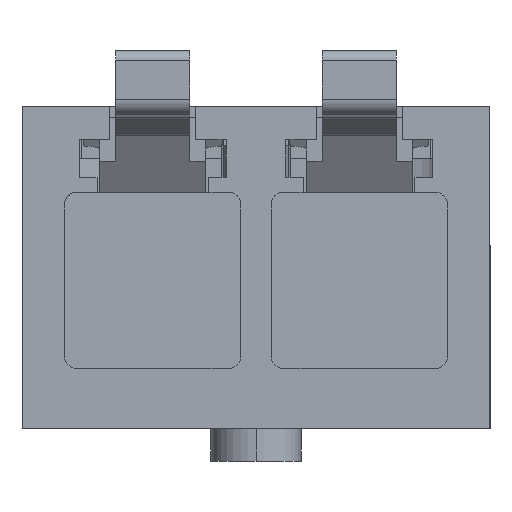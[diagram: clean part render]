
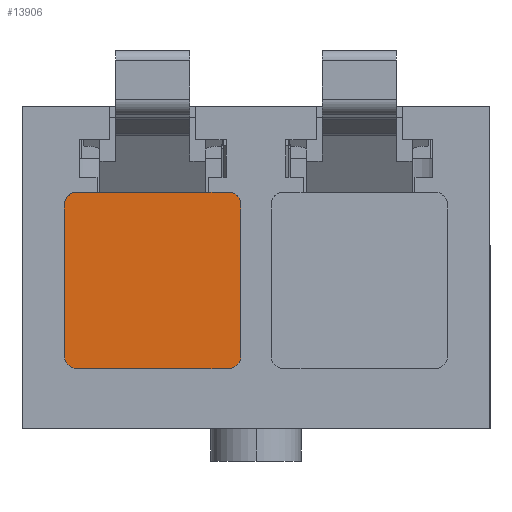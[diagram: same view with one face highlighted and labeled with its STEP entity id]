
A CAD part, left-side view. The second image highlights one B-rep face of the part: STEP entity #13906.
In plain terms, the highlighted planar face has unit normal (-1, 0, 0).
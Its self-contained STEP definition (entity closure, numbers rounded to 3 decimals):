
#13831=CARTESIAN_POINT('',(-53.9,0.192,1.592));
#13832=DIRECTION('',(1.0,0.0,0.0));
#13833=DIRECTION('',(0.0,0.0,-1.0));
#13834=AXIS2_PLACEMENT_3D('',#13831,#13832,#13833);
#13835=PLANE('',#13834);
#13836=CARTESIAN_POINT('',(-53.9,5.535,1.865));
#13837=VERTEX_POINT('',#13836);
#13838=CARTESIAN_POINT('',(-53.9,5.935,2.265));
#13839=VERTEX_POINT('',#13838);
#13840=CARTESIAN_POINT('',(-53.9,5.535,2.265));
#13841=DIRECTION('',(1.0,0.0,0.0));
#13842=DIRECTION('',(0.0,1.0,0.0));
#13843=AXIS2_PLACEMENT_3D('',#13840,#13841,#13842);
#13844=CIRCLE('',#13843,0.4);
#13845=EDGE_CURVE('',#13837,#13839,#13844,.T.);
#13846=ORIENTED_EDGE('',*,*,#13845,.F.);
#13847=CARTESIAN_POINT('',(-53.9,0.865,1.865));
#13848=VERTEX_POINT('',#13847);
#13849=CARTESIAN_POINT('',(-53.9,0.865,1.865));
#13850=DIRECTION('',(0.0,1.0,0.0));
#13851=VECTOR('',#13850,4.67);
#13852=LINE('',#13849,#13851);
#13853=EDGE_CURVE('',#13848,#13837,#13852,.T.);
#13854=ORIENTED_EDGE('',*,*,#13853,.F.);
#13855=CARTESIAN_POINT('',(-53.9,0.465,2.265));
#13856=VERTEX_POINT('',#13855);
#13857=CARTESIAN_POINT('',(-53.9,0.865,2.265));
#13858=DIRECTION('',(1.0,0.0,0.0));
#13859=DIRECTION('',(0.0,1.0,0.0));
#13860=AXIS2_PLACEMENT_3D('',#13857,#13858,#13859);
#13861=CIRCLE('',#13860,0.4);
#13862=EDGE_CURVE('',#13856,#13848,#13861,.T.);
#13863=ORIENTED_EDGE('',*,*,#13862,.F.);
#13864=CARTESIAN_POINT('',(-53.9,0.465,6.935));
#13865=VERTEX_POINT('',#13864);
#13866=CARTESIAN_POINT('',(-53.9,0.465,6.935));
#13867=DIRECTION('',(0.0,0.0,-1.0));
#13868=VECTOR('',#13867,4.67);
#13869=LINE('',#13866,#13868);
#13870=EDGE_CURVE('',#13865,#13856,#13869,.T.);
#13871=ORIENTED_EDGE('',*,*,#13870,.F.);
#13872=CARTESIAN_POINT('',(-53.9,0.865,7.335));
#13873=VERTEX_POINT('',#13872);
#13874=CARTESIAN_POINT('',(-53.9,0.865,6.935));
#13875=DIRECTION('',(1.0,0.0,0.0));
#13876=DIRECTION('',(0.0,1.0,0.0));
#13877=AXIS2_PLACEMENT_3D('',#13874,#13875,#13876);
#13878=CIRCLE('',#13877,0.4);
#13879=EDGE_CURVE('',#13873,#13865,#13878,.T.);
#13880=ORIENTED_EDGE('',*,*,#13879,.F.);
#13881=CARTESIAN_POINT('',(-53.9,5.535,7.335));
#13882=VERTEX_POINT('',#13881);
#13883=CARTESIAN_POINT('',(-53.9,5.535,7.335));
#13884=DIRECTION('',(0.0,-1.0,0.0));
#13885=VECTOR('',#13884,4.67);
#13886=LINE('',#13883,#13885);
#13887=EDGE_CURVE('',#13882,#13873,#13886,.T.);
#13888=ORIENTED_EDGE('',*,*,#13887,.F.);
#13889=CARTESIAN_POINT('',(-53.9,5.935,6.935));
#13890=VERTEX_POINT('',#13889);
#13891=CARTESIAN_POINT('',(-53.9,5.535,6.935));
#13892=DIRECTION('',(1.0,0.0,0.0));
#13893=DIRECTION('',(0.0,1.0,0.0));
#13894=AXIS2_PLACEMENT_3D('',#13891,#13892,#13893);
#13895=CIRCLE('',#13894,0.4);
#13896=EDGE_CURVE('',#13890,#13882,#13895,.T.);
#13897=ORIENTED_EDGE('',*,*,#13896,.F.);
#13898=CARTESIAN_POINT('',(-53.9,5.935,6.935));
#13899=DIRECTION('',(0.0,0.0,-1.0));
#13900=VECTOR('',#13899,4.67);
#13901=LINE('',#13898,#13900);
#13902=EDGE_CURVE('',#13890,#13839,#13901,.T.);
#13903=ORIENTED_EDGE('',*,*,#13902,.T.);
#13904=EDGE_LOOP('',(#13846,#13854,#13863,#13871,#13880,#13888,#13897,#13903));
#13905=FACE_OUTER_BOUND('',#13904,.T.);
#13906=ADVANCED_FACE('',(#13905),#13835,.F.);
